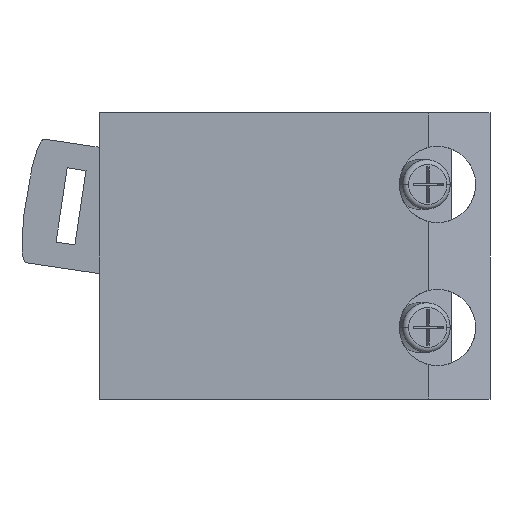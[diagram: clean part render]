
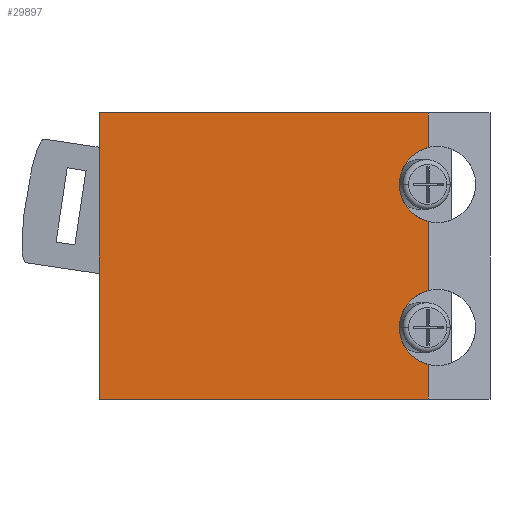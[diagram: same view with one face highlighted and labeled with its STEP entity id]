
A CAD part, front view. The second image highlights one B-rep face of the part: STEP entity #29897.
In plain terms, the highlighted planar face has unit normal (0, -1, 0).
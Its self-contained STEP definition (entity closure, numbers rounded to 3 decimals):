
#1572 = CARTESIAN_POINT ( 'NONE',  ( 35.5, -4.5, -22.5 ) ) ;
#1815 = CARTESIAN_POINT ( 'NONE',  ( 34.5, -4.5, -26.373 ) ) ;
#3207 = VECTOR ( 'NONE', #40872, 1000. ) ;
#4113 = CARTESIAN_POINT ( 'NONE',  ( 34.5, -4.5, -11.373 ) ) ;
#4577 = CIRCLE ( 'NONE', #38645, 4. ) ;
#4765 = ORIENTED_EDGE ( 'NONE', *, *, #19211, .F. ) ;
#4953 = CIRCLE ( 'NONE', #7977, 4. ) ;
#5005 = DIRECTION ( 'NONE',  ( 0., 0., -1. ) ) ;
#5391 = CARTESIAN_POINT ( 'NONE',  ( 0., -4.5, -30. ) ) ;
#5531 = DIRECTION ( 'NONE',  ( 0., 0., -1. ) ) ;
#6586 = DIRECTION ( 'NONE',  ( 0., 0., 1. ) ) ;
#7479 = VECTOR ( 'NONE', #6586, 1000. ) ;
#7977 = AXIS2_PLACEMENT_3D ( 'NONE', #1572, #25429, #5005 ) ;
#9012 = CARTESIAN_POINT ( 'NONE',  ( 34.5, -4.5, -18.627 ) ) ;
#10173 = DIRECTION ( 'NONE',  ( 0., 0., 1. ) ) ;
#10777 = VERTEX_POINT ( 'NONE', #20093 ) ;
#10951 = ORIENTED_EDGE ( 'NONE', *, *, #23657, .T. ) ;
#11465 = ORIENTED_EDGE ( 'NONE', *, *, #23011, .T. ) ;
#11863 = CARTESIAN_POINT ( 'NONE',  ( 34.5, -4.5, -3.627 ) ) ;
#12938 = VERTEX_POINT ( 'NONE', #5391 ) ;
#15477 = ORIENTED_EDGE ( 'NONE', *, *, #23532, .T. ) ;
#16159 = CARTESIAN_POINT ( 'NONE',  ( 35.5, -4.5, -7.5 ) ) ;
#16536 = VERTEX_POINT ( 'NONE', #26101 ) ;
#16906 = CARTESIAN_POINT ( 'NONE',  ( 34.5, -4.5, 0. ) ) ;
#17678 = DIRECTION ( 'NONE',  ( 1., 0., 0. ) ) ;
#18970 = PLANE ( 'NONE',  #22550 ) ;
#19211 = EDGE_CURVE ( 'NONE', #25825, #26463, #4953, .T. ) ;
#19573 = DIRECTION ( 'NONE',  ( 0., 0., -1. ) ) ;
#19816 = EDGE_CURVE ( 'NONE', #33602, #34066, #4577, .T. ) ;
#20093 = CARTESIAN_POINT ( 'NONE',  ( 34.5, -4.5, -30. ) ) ;
#22550 = AXIS2_PLACEMENT_3D ( 'NONE', #42286, #25944, #5531 ) ;
#22953 = EDGE_CURVE ( 'NONE', #42600, #16536, #43094, .T. ) ;
#23011 = EDGE_CURVE ( 'NONE', #12938, #10777, #32322, .T. ) ;
#23532 = EDGE_CURVE ( 'NONE', #25825, #34066, #35407, .T. ) ;
#23538 = EDGE_CURVE ( 'NONE', #33602, #42600, #25606, .T. ) ;
#23551 = VECTOR ( 'NONE', #17678, 1000. ) ;
#23597 = EDGE_CURVE ( 'NONE', #16536, #12938, #42013, .T. ) ;
#23657 = EDGE_CURVE ( 'NONE', #10777, #26463, #32275, .T. ) ;
#25429 = DIRECTION ( 'NONE',  ( 0., -1., 0. ) ) ;
#25606 = LINE ( 'NONE', #33579, #7479 ) ;
#25825 = VERTEX_POINT ( 'NONE', #9012 ) ;
#25944 = DIRECTION ( 'NONE',  ( 0., -1., 0. ) ) ;
#26101 = CARTESIAN_POINT ( 'NONE',  ( 0., -4.5, 0. ) ) ;
#26463 = VERTEX_POINT ( 'NONE', #1815 ) ;
#26674 = ORIENTED_EDGE ( 'NONE', *, *, #23538, .T. ) ;
#27578 = CARTESIAN_POINT ( 'NONE',  ( 37., -4.5, 0. ) ) ;
#28763 = ORIENTED_EDGE ( 'NONE', *, *, #23597, .T. ) ;
#29897 = ADVANCED_FACE ( 'NONE', ( #41029 ), #18970, .T. ) ;
#30817 = DIRECTION ( 'NONE',  ( 0., 0., -1. ) ) ;
#30867 = DIRECTION ( 'NONE',  ( -1., 0., 0. ) ) ;
#31271 = VECTOR ( 'NONE', #30817, 1000. ) ;
#32275 = LINE ( 'NONE', #34293, #3207 ) ;
#32322 = LINE ( 'NONE', #37817, #23551 ) ;
#32800 = ORIENTED_EDGE ( 'NONE', *, *, #19816, .F. ) ;
#33579 = CARTESIAN_POINT ( 'NONE',  ( 34.5, -4.5, 0. ) ) ;
#33602 = VERTEX_POINT ( 'NONE', #11863 ) ;
#34016 = CARTESIAN_POINT ( 'NONE',  ( 0., -4.5, 0. ) ) ;
#34066 = VERTEX_POINT ( 'NONE', #4113 ) ;
#34293 = CARTESIAN_POINT ( 'NONE',  ( 34.5, -4.5, 0. ) ) ;
#34374 = VECTOR ( 'NONE', #10173, 1000. ) ;
#34411 = VECTOR ( 'NONE', #30867, 1000. ) ;
#35407 = LINE ( 'NONE', #16906, #34374 ) ;
#35958 = ORIENTED_EDGE ( 'NONE', *, *, #22953, .T. ) ;
#36676 = CARTESIAN_POINT ( 'NONE',  ( 34.5, -4.5, 0. ) ) ;
#37817 = CARTESIAN_POINT ( 'NONE',  ( 0., -4.5, -30. ) ) ;
#38645 = AXIS2_PLACEMENT_3D ( 'NONE', #16159, #39467, #19573 ) ;
#39467 = DIRECTION ( 'NONE',  ( 0., -1., 0. ) ) ;
#40872 = DIRECTION ( 'NONE',  ( 0., 0., 1. ) ) ;
#41029 = FACE_OUTER_BOUND ( 'NONE', #41055, .T. ) ;
#41055 = EDGE_LOOP ( 'NONE', ( #4765, #15477, #32800, #26674, #35958, #28763, #11465, #10951 ) ) ;
#42013 = LINE ( 'NONE', #34016, #31271 ) ;
#42286 = CARTESIAN_POINT ( 'NONE',  ( 0., -4.5, 0. ) ) ;
#42600 = VERTEX_POINT ( 'NONE', #36676 ) ;
#43094 = LINE ( 'NONE', #27578, #34411 ) ;
